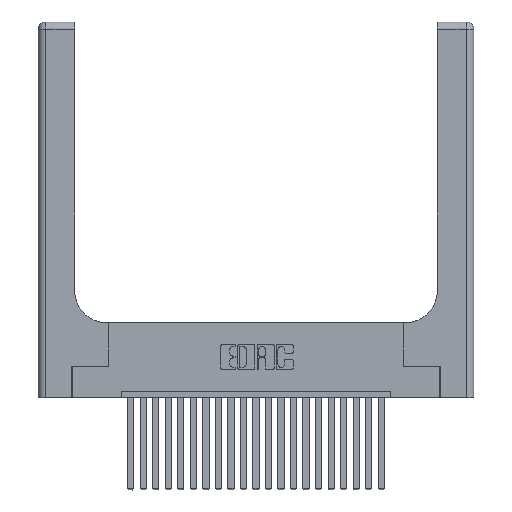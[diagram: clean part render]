
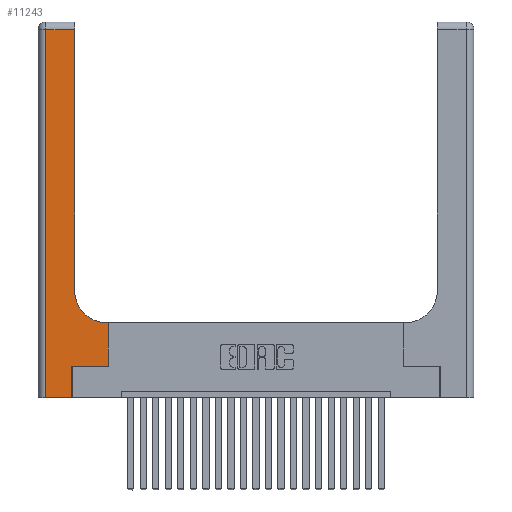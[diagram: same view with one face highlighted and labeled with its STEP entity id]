
A CAD part, top view. The second image highlights one B-rep face of the part: STEP entity #11243.
In plain terms, the highlighted planar face has unit normal (0, 0, 1).
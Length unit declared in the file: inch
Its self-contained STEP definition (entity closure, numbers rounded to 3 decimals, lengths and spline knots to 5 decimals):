
#378 = CARTESIAN_POINT ( 'NONE',  ( 0.5585, 0.6, 0.37 ) ) ;
#441 = DIRECTION ( 'NONE',  ( -1., 0., 0. ) ) ;
#530 = ORIENTED_EDGE ( 'NONE', *, *, #18703, .T. ) ;
#772 = VERTEX_POINT ( 'NONE', #10748 ) ;
#1155 = DIRECTION ( 'NONE',  ( 1., 0., 0. ) ) ;
#1193 = VERTEX_POINT ( 'NONE', #13892 ) ;
#1223 = CIRCLE ( 'NONE', #16971, 0.25 ) ;
#1233 = ORIENTED_EDGE ( 'NONE', *, *, #19621, .T. ) ;
#1422 = ORIENTED_EDGE ( 'NONE', *, *, #15013, .T. ) ;
#2619 = CARTESIAN_POINT ( 'NONE',  ( 0.06, 3., 0.37 ) ) ;
#2823 = CARTESIAN_POINT ( 'NONE',  ( 0.2915, 2.94, 0.37 ) ) ;
#2874 = LINE ( 'NONE', #7213, #19701 ) ;
#4592 = VERTEX_POINT ( 'NONE', #18843 ) ;
#4673 = CARTESIAN_POINT ( 'NONE',  ( 0.269, 0.25, 0.37 ) ) ;
#4888 = VECTOR ( 'NONE', #15811, 39.37008 ) ;
#5058 = DIRECTION ( 'NONE',  ( -1., 0., 0. ) ) ;
#5431 = VECTOR ( 'NONE', #5058, 39.37008 ) ;
#5543 = ORIENTED_EDGE ( 'NONE', *, *, #19800, .T. ) ;
#5570 = DIRECTION ( 'NONE',  ( 0., 1., 0. ) ) ;
#6201 = CARTESIAN_POINT ( 'NONE',  ( 0., 3., 0.37 ) ) ;
#6869 = EDGE_CURVE ( 'NONE', #7364, #15894, #14283, .T. ) ;
#6919 = VERTEX_POINT ( 'NONE', #18572 ) ;
#7102 = AXIS2_PLACEMENT_3D ( 'NONE', #6201, #23080, #441 ) ;
#7213 = CARTESIAN_POINT ( 'NONE',  ( 0.2915, 3., 0.37 ) ) ;
#7343 = EDGE_CURVE ( 'NONE', #6919, #22549, #2874, .T. ) ;
#7364 = VERTEX_POINT ( 'NONE', #378 ) ;
#7391 = VERTEX_POINT ( 'NONE', #12713 ) ;
#8018 = DIRECTION ( 'NONE',  ( 0., 0., -1. ) ) ;
#8313 = DIRECTION ( 'NONE',  ( 1., 0., 0. ) ) ;
#8894 = ORIENTED_EDGE ( 'NONE', *, *, #16191, .T. ) ;
#8972 = LINE ( 'NONE', #2619, #17285 ) ;
#9302 = DIRECTION ( 'NONE',  ( -1., 0., 0. ) ) ;
#10600 = VECTOR ( 'NONE', #8313, 39.37008 ) ;
#10748 = CARTESIAN_POINT ( 'NONE',  ( 0.06, 2.94, 0.37 ) ) ;
#11243 = ADVANCED_FACE ( 'NONE', ( #12656 ), #15232, .F. ) ;
#12617 = CARTESIAN_POINT ( 'NONE',  ( 0.5585, 0.25, 0.37 ) ) ;
#12656 = FACE_OUTER_BOUND ( 'NONE', #20958, .T. ) ;
#12713 = CARTESIAN_POINT ( 'NONE',  ( 0.269, 0., 0.37 ) ) ;
#13274 = VECTOR ( 'NONE', #1155, 39.37008 ) ;
#13736 = CARTESIAN_POINT ( 'NONE',  ( 0.269, 0., 0.37 ) ) ;
#13892 = CARTESIAN_POINT ( 'NONE',  ( 0.06, 0., 0.37 ) ) ;
#14283 = LINE ( 'NONE', #21986, #16867 ) ;
#14293 = LINE ( 'NONE', #4673, #10600 ) ;
#14869 = ORIENTED_EDGE ( 'NONE', *, *, #22561, .T. ) ;
#15003 = VECTOR ( 'NONE', #5570, 39.37008 ) ;
#15013 = EDGE_CURVE ( 'NONE', #772, #1193, #8972, .T. ) ;
#15232 = PLANE ( 'NONE',  #7102 ) ;
#15371 = DIRECTION ( 'NONE',  ( 0., -1., 0. ) ) ;
#15748 = CARTESIAN_POINT ( 'NONE',  ( 0.5415, 0.6, 0.37 ) ) ;
#15811 = DIRECTION ( 'NONE',  ( 0., 1., 0. ) ) ;
#15894 = VERTEX_POINT ( 'NONE', #15748 ) ;
#16191 = EDGE_CURVE ( 'NONE', #16374, #7364, #17570, .T. ) ;
#16374 = VERTEX_POINT ( 'NONE', #18527 ) ;
#16867 = VECTOR ( 'NONE', #9302, 39.37008 ) ;
#16971 = AXIS2_PLACEMENT_3D ( 'NONE', #22397, #8018, #17216 ) ;
#17216 = DIRECTION ( 'NONE',  ( 1., 0., 0. ) ) ;
#17285 = VECTOR ( 'NONE', #15371, 39.37008 ) ;
#17570 = LINE ( 'NONE', #12617, #15003 ) ;
#18023 = LINE ( 'NONE', #18113, #5431 ) ;
#18113 = CARTESIAN_POINT ( 'NONE',  ( 0., 2.94, 0.37 ) ) ;
#18527 = CARTESIAN_POINT ( 'NONE',  ( 0.5585, 0.25, 0.37 ) ) ;
#18572 = CARTESIAN_POINT ( 'NONE',  ( 0.2915, 0.85, 0.37 ) ) ;
#18634 = ORIENTED_EDGE ( 'NONE', *, *, #6869, .T. ) ;
#18703 = EDGE_CURVE ( 'NONE', #15894, #6919, #1223, .T. ) ;
#18718 = LINE ( 'NONE', #23065, #13274 ) ;
#18843 = CARTESIAN_POINT ( 'NONE',  ( 0.269, 0.25, 0.37 ) ) ;
#19621 = EDGE_CURVE ( 'NONE', #4592, #16374, #14293, .T. ) ;
#19661 = EDGE_CURVE ( 'NONE', #7391, #4592, #23442, .T. ) ;
#19701 = VECTOR ( 'NONE', #19984, 39.37008 ) ;
#19800 = EDGE_CURVE ( 'NONE', #22549, #772, #18023, .T. ) ;
#19984 = DIRECTION ( 'NONE',  ( 0., 1., 0. ) ) ;
#20223 = ORIENTED_EDGE ( 'NONE', *, *, #7343, .T. ) ;
#20958 = EDGE_LOOP ( 'NONE', ( #20223, #5543, #1422, #14869, #21921, #1233, #8894, #18634, #530 ) ) ;
#21921 = ORIENTED_EDGE ( 'NONE', *, *, #19661, .T. ) ;
#21986 = CARTESIAN_POINT ( 'NONE',  ( 0.2915, 0.6, 0.37 ) ) ;
#22397 = CARTESIAN_POINT ( 'NONE',  ( 0.5415, 0.85, 0.37 ) ) ;
#22549 = VERTEX_POINT ( 'NONE', #2823 ) ;
#22561 = EDGE_CURVE ( 'NONE', #1193, #7391, #18718, .T. ) ;
#23065 = CARTESIAN_POINT ( 'NONE',  ( 0., 0., 0.37 ) ) ;
#23080 = DIRECTION ( 'NONE',  ( 0., 0., -1. ) ) ;
#23442 = LINE ( 'NONE', #13736, #4888 ) ;
